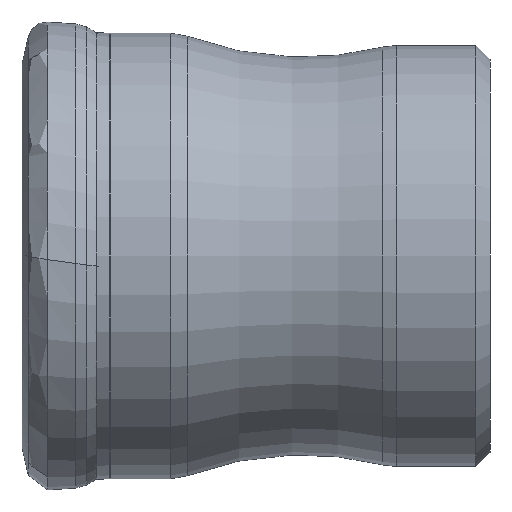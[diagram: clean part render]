
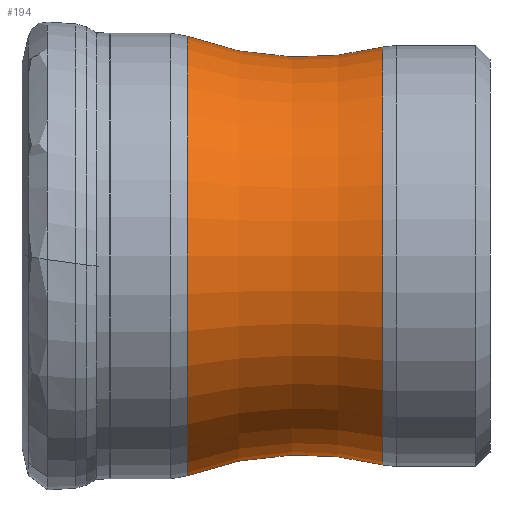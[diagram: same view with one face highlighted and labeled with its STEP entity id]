
A CAD part, front view. The second image highlights one B-rep face of the part: STEP entity #194.
In plain terms, the highlighted toroidal (fillet/blend) face has major radius 56.25 mm and minor radius 35 mm.
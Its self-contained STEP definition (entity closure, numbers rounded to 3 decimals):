
#194=ADVANCED_FACE('',(#264,#265),#235,.F.);
#235=TOROIDAL_SURFACE('',#702,56.25,35.);
#264=FACE_BOUND('',#300,.T.);
#265=FACE_BOUND('',#301,.T.);
#300=EDGE_LOOP('',(#366));
#301=EDGE_LOOP('',(#367));
#366=ORIENTED_EDGE('',*,*,#557,.F.);
#367=ORIENTED_EDGE('',*,*,#556,.T.);
#508=VERTEX_POINT('',#1016);
#509=VERTEX_POINT('',#1019);
#556=EDGE_CURVE('',#508,#508,#634,.T.);
#557=EDGE_CURVE('',#509,#509,#635,.T.);
#634=CIRCLE('',#699,22.317);
#635=CIRCLE('',#701,23.481);
#699=AXIS2_PLACEMENT_3D('',#1015,#800,#801);
#701=AXIS2_PLACEMENT_3D('',#1018,#804,#805);
#702=AXIS2_PLACEMENT_3D('',#1020,#806,#807);
#800=DIRECTION('',(-1.,0.,0.));
#801=DIRECTION('',(0.,0.,1.));
#804=DIRECTION('',(-1.,0.,0.));
#805=DIRECTION('',(0.,0.,1.));
#806=DIRECTION('',(-1.,0.,0.));
#807=DIRECTION('',(0.,0.,1.));
#1015=CARTESIAN_POINT('',(38.53,0.,0.));
#1016=CARTESIAN_POINT('',(38.53,0.,22.317));
#1018=CARTESIAN_POINT('',(17.657,0.,0.));
#1019=CARTESIAN_POINT('',(17.657,0.,23.481));
#1020=CARTESIAN_POINT('',(29.953,0.,0.));
